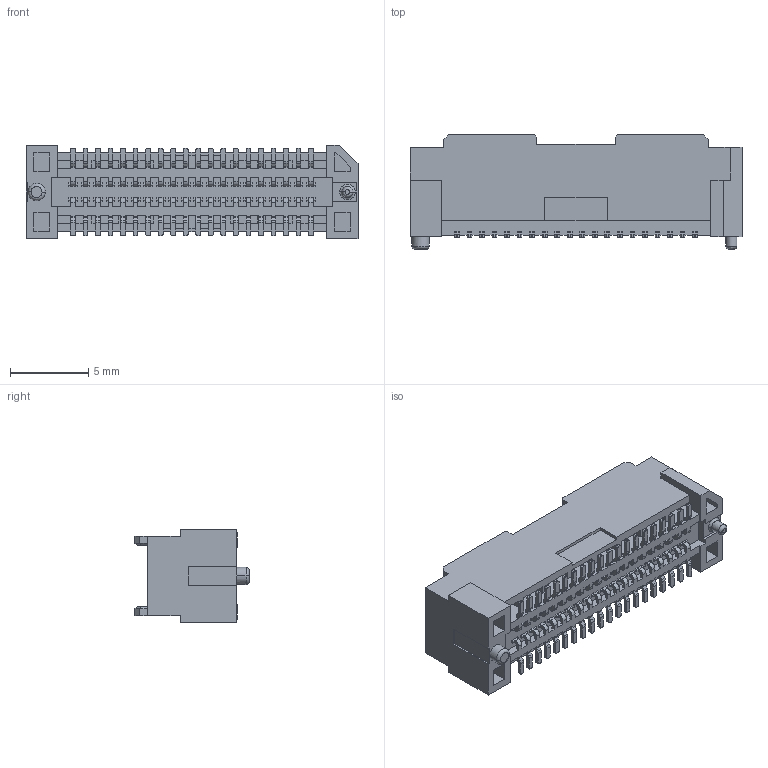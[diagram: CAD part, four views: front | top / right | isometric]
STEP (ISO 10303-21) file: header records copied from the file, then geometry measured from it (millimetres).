
FILE_DESCRIPTION((''),'2;1');
FILE_NAME('S-50128-040XX-XXX_ASM_1_ASM_1_A','2018-06-06T',('d25011'),(''),'CREO PARAMETRIC BY PTC INC, 2014500','CREO PARAMETRIC BY PTC INC, 2014500','');
FILE_SCHEMA(('CONFIG_CONTROL_DESIGN'));
Products named in the file (1): S-50128-040XX-XXX_ASM_1_ASM_1_A
Bounding box: 21.2 x 7.3 x 6 mm (x, y, z)
Volume: 378.8 mm3; surface area: 1044.3 mm2
Topology: 1 solids, 1 shells, 2726 faces, 7764 edges, 5138 vertices
Faces by surface type: plane 1916, cylinder 724, bspline 82, torus 4
Entity records: 90344 total; most frequent: CARTESIAN_POINT 17842, ORIENTED_EDGE 15528, DIRECTION 14676, EDGE_CURVE 7764, VECTOR 6140, LINE 6140, VERTEX_POINT 5138, AXIS2_PLACEMENT_3D 4268
